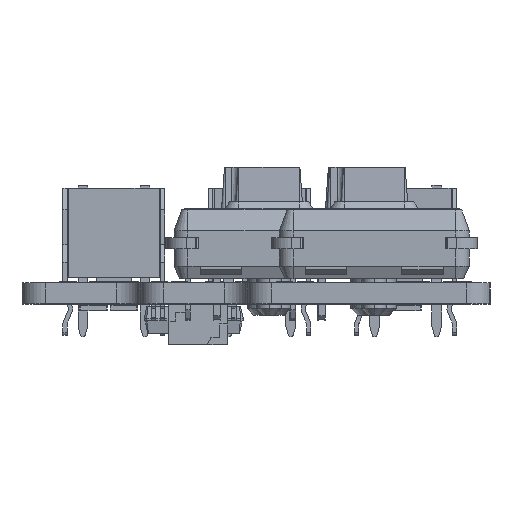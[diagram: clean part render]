
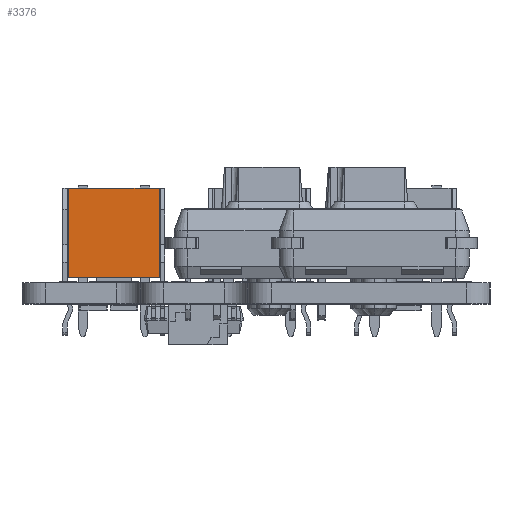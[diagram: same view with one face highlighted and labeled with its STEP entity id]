
A CAD part, left-side view. The second image highlights one B-rep face of the part: STEP entity #3376.
In plain terms, the highlighted face is planar.
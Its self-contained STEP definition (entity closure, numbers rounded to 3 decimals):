
#3124 = VERTEX_POINT('',#3125);
#3125 = CARTESIAN_POINT('',(5.545,-0.94,0.3));
#3133 = VERTEX_POINT('',#3134);
#3134 = CARTESIAN_POINT('',(-1.055,-0.94,0.3));
#3140 = EDGE_CURVE('',#3124,#3133,#3141,.T.);
#3141 = LINE('',#3142,#3143);
#3142 = CARTESIAN_POINT('',(5.545,-0.94,0.3));
#3143 = VECTOR('',#3144,1.);
#3144 = DIRECTION('',(-1.,0.,0.));
#3223 = VERTEX_POINT('',#3224);
#3224 = CARTESIAN_POINT('',(5.545,-0.94,6.8));
#3232 = EDGE_CURVE('',#3223,#3124,#3233,.T.);
#3233 = LINE('',#3234,#3235);
#3234 = CARTESIAN_POINT('',(5.545,-0.94,6.8));
#3235 = VECTOR('',#3236,1.);
#3236 = DIRECTION('',(0.,0.,-1.));
#3249 = VERTEX_POINT('',#3250);
#3250 = CARTESIAN_POINT('',(-1.055,-0.94,6.8));
#3256 = EDGE_CURVE('',#3133,#3249,#3257,.T.);
#3257 = LINE('',#3258,#3259);
#3258 = CARTESIAN_POINT('',(-1.055,-0.94,0.3));
#3259 = VECTOR('',#3260,1.);
#3260 = DIRECTION('',(0.,0.,1.));
#3273 = EDGE_CURVE('',#3249,#3223,#3274,.T.);
#3274 = LINE('',#3275,#3276);
#3275 = CARTESIAN_POINT('',(-1.055,-0.94,6.8));
#3276 = VECTOR('',#3277,1.);
#3277 = DIRECTION('',(1.,0.,0.));
#3376 = ADVANCED_FACE('',(#3377),#3383,.T.);
#3377 = FACE_BOUND('',#3378,.F.);
#3378 = EDGE_LOOP('',(#3379,#3380,#3381,#3382));
#3379 = ORIENTED_EDGE('',*,*,#3140,.T.);
#3380 = ORIENTED_EDGE('',*,*,#3256,.T.);
#3381 = ORIENTED_EDGE('',*,*,#3273,.T.);
#3382 = ORIENTED_EDGE('',*,*,#3232,.T.);
#3383 = PLANE('',#3384);
#3384 = AXIS2_PLACEMENT_3D('',#3385,#3386,#3387);
#3385 = CARTESIAN_POINT('',(5.545,-0.94,0.3));
#3386 = DIRECTION('',(0.,-1.,0.));
#3387 = DIRECTION('',(0.,0.,1.));
